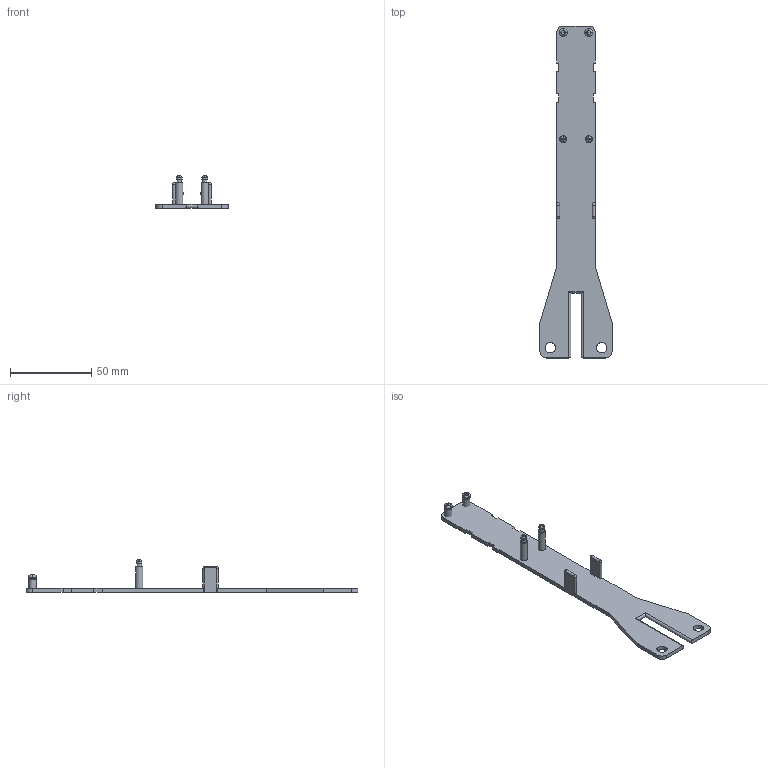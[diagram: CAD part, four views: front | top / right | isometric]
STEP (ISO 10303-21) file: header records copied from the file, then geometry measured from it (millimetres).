
FILE_DESCRIPTION(/* description */ ('STEP AP242','CAx-IF Rec.Pracs.---Representation and Presentation of Product Manufacturing Information (PMI)---4.0---2014-10-13','CAx-IF Rec.Pracs.---3D Tessellated Geometry---0.4---2014-09-14','2;1'),/* implementation_level */ '2;1');
FILE_NAME(/* name */ '666a4735d2cb3267aa789893',/* time_stamp */ '2024-06-13T01:11:17Z',/* author */ (''),/* organization */ (''),/* preprocessor_version */ 'ST-DEVELOPER v20',/* originating_system */ ' ',/* authorisation */ ' ');
FILE_SCHEMA (('AP242_MANAGED_MODEL_BASED_3D_ENGINEERING_MIM_LF { 1 0 10303 442 1 1 4 }'));
Length unit declared in the file: metre
Products named in the file (7): Part 4; Part 6; Part 5; Part 7; Part 3; Part 2; Part 1
Bounding box: 44.45 x 204.87 x 20.07 mm (x, y, z)
Volume: 14660 mm3; surface area: 13592.7 mm2
Topology: 7 solids, 7 shells, 166 faces, 445 edges, 301 vertices
Faces by surface type: plane 93, cylinder 37, torus 36
Full cylindrical faces by diameter (mm): 2.921 x2, 4.445 x4, 6.35 x2
Entity records: 5438 total; most frequent: CARTESIAN_POINT 1129, ORIENTED_EDGE 868, DIRECTION 850, EDGE_CURVE 434, AXIS2_PLACEMENT_3D 307, VERTEX_POINT 298, LINE 236, VECTOR 236
